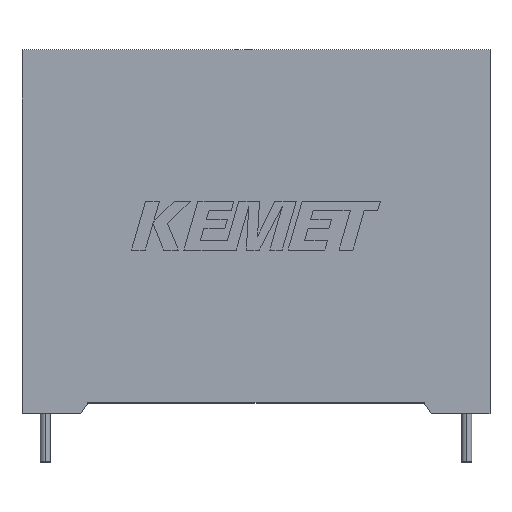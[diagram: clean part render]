
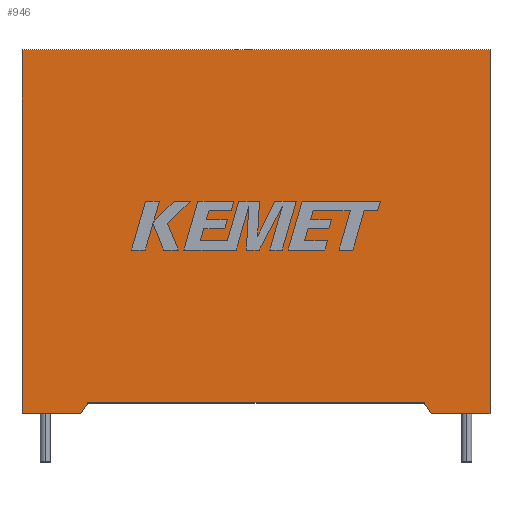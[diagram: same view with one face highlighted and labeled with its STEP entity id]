
A CAD part, top view. The second image highlights one B-rep face of the part: STEP entity #946.
In plain terms, the highlighted planar face has unit normal (0, 0, 1).
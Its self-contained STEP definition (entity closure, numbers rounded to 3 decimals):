
#8 = CARTESIAN_POINT ( 'NONE',  ( 0., 0., 30.5 ) ) ;
#82 = LINE ( 'NONE', #1554, #2008 ) ;
#94 = DIRECTION ( 'NONE',  ( 0., 0., -1. ) ) ;
#128 = ORIENTED_EDGE ( 'NONE', *, *, #1508, .T. ) ;
#403 = VECTOR ( 'NONE', #3141, 1000. ) ;
#453 = CARTESIAN_POINT ( 'NONE',  ( 0., 0., 30.5 ) ) ;
#524 = EDGE_CURVE ( 'NONE', #2617, #665, #636, .T. ) ;
#557 = LINE ( 'NONE', #999, #1237 ) ;
#618 = EDGE_CURVE ( 'NONE', #2815, #2578, #2875, .T. ) ;
#636 = LINE ( 'NONE', #1086, #2253 ) ;
#652 = CARTESIAN_POINT ( 'NONE',  ( 29.15, 1.332, 30.5 ) ) ;
#665 = VERTEX_POINT ( 'NONE', #2370 ) ;
#673 = CARTESIAN_POINT ( 'NONE',  ( 0., 45.3, 30.5 ) ) ;
#790 = ORIENTED_EDGE ( 'NONE', *, *, #524, .F. ) ;
#804 = LINE ( 'NONE', #453, #1524 ) ;
#896 = EDGE_CURVE ( 'NONE', #2578, #1613, #557, .T. ) ;
#902 = AXIS2_PLACEMENT_3D ( 'NONE', #2037, #94, #2001 ) ;
#946 = ADVANCED_FACE ( 'NONE', ( #1282 ), #1717, .F. ) ;
#999 = CARTESIAN_POINT ( 'NONE',  ( 0., 0., 30.5 ) ) ;
#1086 = CARTESIAN_POINT ( 'NONE',  ( 8.2, 1.332, 30.5 ) ) ;
#1090 = VERTEX_POINT ( 'NONE', #2288 ) ;
#1237 = VECTOR ( 'NONE', #1969, 1000. ) ;
#1282 = FACE_OUTER_BOUND ( 'NONE', #1327, .T. ) ;
#1302 = VECTOR ( 'NONE', #3099, 1000. ) ;
#1327 = EDGE_LOOP ( 'NONE', ( #1822, #2165, #1749, #128, #2775, #1944, #1909, #790 ) ) ;
#1330 = VERTEX_POINT ( 'NONE', #2855 ) ;
#1431 = VECTOR ( 'NONE', #1612, 1000. ) ;
#1508 = EDGE_CURVE ( 'NONE', #2821, #2815, #2018, .T. ) ;
#1524 = VECTOR ( 'NONE', #2833, 1000. ) ;
#1550 = CARTESIAN_POINT ( 'NONE',  ( 58.3, 0., 30.5 ) ) ;
#1554 = CARTESIAN_POINT ( 'NONE',  ( 50.1, 1.332, 30.5 ) ) ;
#1584 = CARTESIAN_POINT ( 'NONE',  ( 8.2, 1.332, 30.5 ) ) ;
#1612 = DIRECTION ( 'NONE',  ( -1., 0., 0. ) ) ;
#1613 = VERTEX_POINT ( 'NONE', #8 ) ;
#1615 = EDGE_CURVE ( 'NONE', #1613, #665, #1698, .T. ) ;
#1698 = LINE ( 'NONE', #1702, #403 ) ;
#1702 = CARTESIAN_POINT ( 'NONE',  ( 0., 0., 30.5 ) ) ;
#1717 = PLANE ( 'NONE',  #902 ) ;
#1749 = ORIENTED_EDGE ( 'NONE', *, *, #1978, .T. ) ;
#1817 = DIRECTION ( 'NONE',  ( 0.56, -0.829, 0. ) ) ;
#1822 = ORIENTED_EDGE ( 'NONE', *, *, #2955, .F. ) ;
#1909 = ORIENTED_EDGE ( 'NONE', *, *, #1615, .T. ) ;
#1944 = ORIENTED_EDGE ( 'NONE', *, *, #896, .T. ) ;
#1969 = DIRECTION ( 'NONE',  ( 0., -1., 0. ) ) ;
#1978 = EDGE_CURVE ( 'NONE', #1090, #2821, #804, .T. ) ;
#2001 = DIRECTION ( 'NONE',  ( -1., 0., 0. ) ) ;
#2008 = VECTOR ( 'NONE', #1817, 1000. ) ;
#2018 = LINE ( 'NONE', #3139, #1302 ) ;
#2037 = CARTESIAN_POINT ( 'NONE',  ( 0., 0., 30.5 ) ) ;
#2165 = ORIENTED_EDGE ( 'NONE', *, *, #2424, .T. ) ;
#2253 = VECTOR ( 'NONE', #2272, 1000. ) ;
#2272 = DIRECTION ( 'NONE',  ( -0.56, -0.829, 0. ) ) ;
#2288 = CARTESIAN_POINT ( 'NONE',  ( 51., 0., 30.5 ) ) ;
#2370 = CARTESIAN_POINT ( 'NONE',  ( 7.3, 0., 30.5 ) ) ;
#2424 = EDGE_CURVE ( 'NONE', #1330, #1090, #82, .T. ) ;
#2578 = VERTEX_POINT ( 'NONE', #3043 ) ;
#2594 = DIRECTION ( 'NONE',  ( -1., 0., 0. ) ) ;
#2617 = VERTEX_POINT ( 'NONE', #1584 ) ;
#2775 = ORIENTED_EDGE ( 'NONE', *, *, #618, .T. ) ;
#2784 = VECTOR ( 'NONE', #2594, 1000. ) ;
#2815 = VERTEX_POINT ( 'NONE', #2988 ) ;
#2821 = VERTEX_POINT ( 'NONE', #1550 ) ;
#2833 = DIRECTION ( 'NONE',  ( 1., 0., 0. ) ) ;
#2855 = CARTESIAN_POINT ( 'NONE',  ( 50.1, 1.332, 30.5 ) ) ;
#2875 = LINE ( 'NONE', #673, #1431 ) ;
#2955 = EDGE_CURVE ( 'NONE', #1330, #2617, #3098, .T. ) ;
#2988 = CARTESIAN_POINT ( 'NONE',  ( 58.3, 45.3, 30.5 ) ) ;
#3043 = CARTESIAN_POINT ( 'NONE',  ( 0., 45.3, 30.5 ) ) ;
#3098 = LINE ( 'NONE', #652, #2784 ) ;
#3099 = DIRECTION ( 'NONE',  ( 0., 1., 0. ) ) ;
#3139 = CARTESIAN_POINT ( 'NONE',  ( 58.3, 0., 30.5 ) ) ;
#3141 = DIRECTION ( 'NONE',  ( 1., 0., 0. ) ) ;
